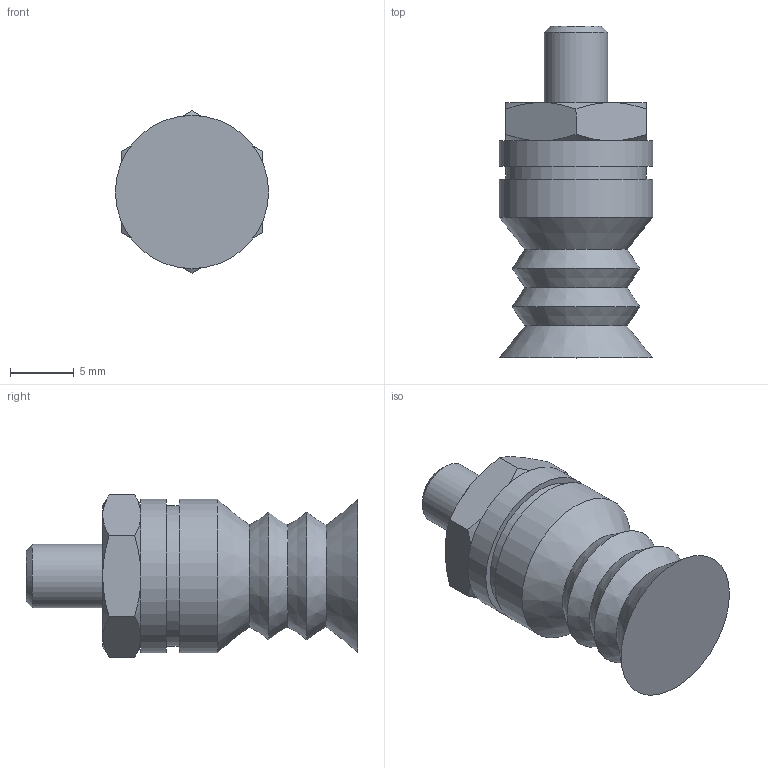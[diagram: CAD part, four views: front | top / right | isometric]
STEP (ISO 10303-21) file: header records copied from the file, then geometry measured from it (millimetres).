
FILE_DESCRIPTION(/* description */ (''),/* implementation_level */ '2;1');
FILE_NAME(/* name */ 'vf12cn_rac13rm5.stp',/* time_stamp */ '2020-09-22T10:25:51+02:00',/* author */ ('enginyeria'),/* organization */ (''),/* preprocessor_version */ 'ST-DEVELOPER v17.2',/* originating_system */ 'Autodesk Inventor 2019',/* authorisation */ '');
FILE_SCHEMA (('CONFIG_CONTROL_DESIGN'));
Length unit declared in the file: millimetre
Products named in the file (1): vf12cn_rac13rm5
Bounding box: 12 x 26 x 12.7 mm (x, y, z)
Volume: 1839.5 mm3; surface area: 1149.9 mm2
Topology: 1 solids, 1 shells, 38 faces, 87 edges, 56 vertices
Faces by surface type: cone 20, plane 13, cylinder 5
Full cylindrical faces by diameter (mm): 2.5 x1, 5 x1, 11 x1, 12 x2
Entity records: 1159 total; most frequent: CARTESIAN_POINT 230, DIRECTION 185, ORIENTED_EDGE 174, EDGE_CURVE 87, AXIS2_PLACEMENT_3D 83, VERTEX_POINT 56, CIRCLE 44, EDGE_LOOP 43
